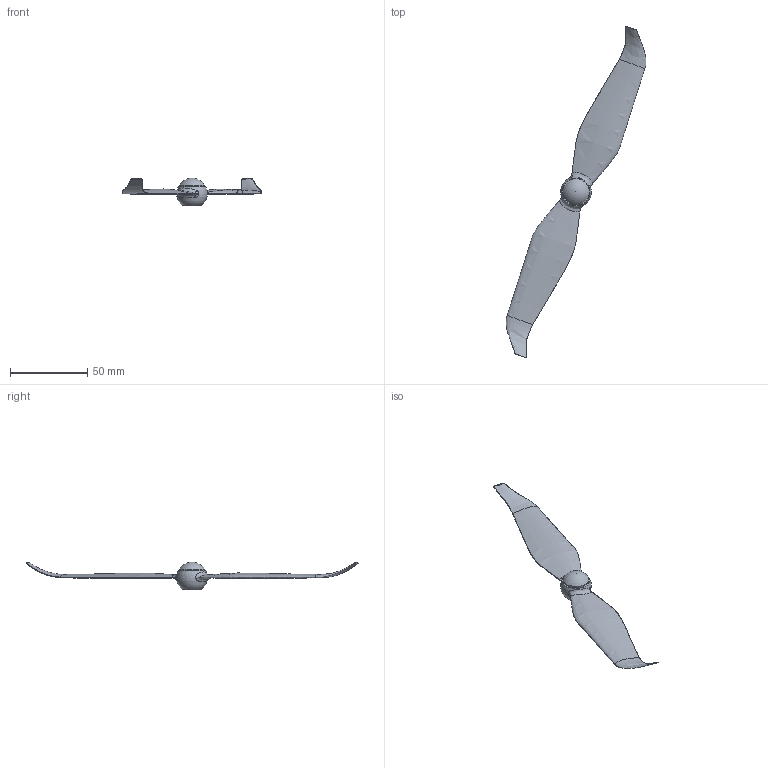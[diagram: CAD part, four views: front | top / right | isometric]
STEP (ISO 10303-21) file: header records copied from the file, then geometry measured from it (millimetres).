
FILE_DESCRIPTION(/* description */ (''),/* implementation_level */ '2;1');
FILE_NAME(/* name */ 'PCBWAY AGAIN PROPX4.step',/* time_stamp */ '2025-12-06T08:01:33Z',/* author */ (''),/* organization */ (''),/* preprocessor_version */ 'ST-DEVELOPER v20.1',/* originating_system */ 'Autodesk Translation Framework v14.21.0.0',/* authorisation */ '');
FILE_SCHEMA (('AUTOMOTIVE_DESIGN { 1 0 10303 214 3 1 1 }'));
Length unit declared in the file: millimetre
Products named in the file (2): PCBWAY AGAIN; RIGHT PROP
Assembly tree (1 placements, depth 2):
  PCBWAY AGAIN
    RIGHT PROP
Bounding box: 90.66 x 215.08 x 18 mm (x, y, z)
Volume: 10940.7 mm3; surface area: 10624.4 mm2
Topology: 1 solids, 1 shells, 61 faces, 175 edges, 116 vertices
Faces by surface type: bspline 52, plane 5, cylinder 2, sphere 2
Full cylindrical faces by diameter (mm): 10 x1, 16.708 x1
Entity records: 12829 total; most frequent: CARTESIAN_POINT 11550, ORIENTED_EDGE 342, EDGE_CURVE 171, B_SPLINE_CURVE_WITH_KNOTS 136, VERTEX_POINT 116, DIRECTION 74, EDGE_LOOP 65, FACE_OUTER_BOUND 61
